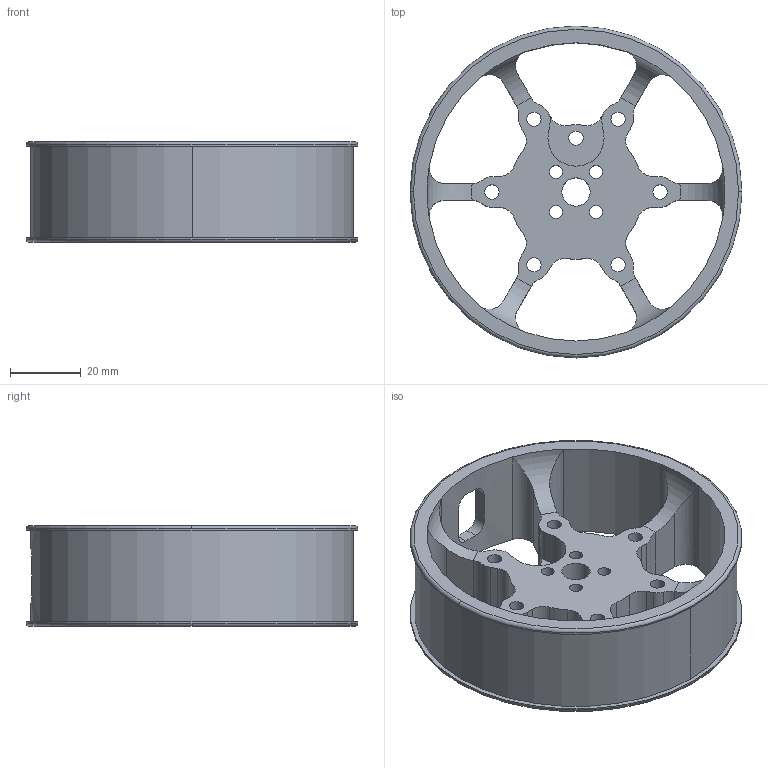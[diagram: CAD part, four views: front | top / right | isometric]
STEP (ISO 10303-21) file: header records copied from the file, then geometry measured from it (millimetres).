
FILE_DESCRIPTION (( 'STEP AP203' ), '1' );
FILE_NAME ('4IN Extrusion Performance Wheel Nub.STEP', '2017-11-09T00:14:47', ( '' ), ( '' ), 'SwSTEP 2.0', 'SolidWorks 2017', '' );
FILE_SCHEMA (( 'CONFIG_CONTROL_DESIGN' ));
Length unit declared in the file: inch
Products named in the file (1): 4IN Extrusion Performance Wheel Nub
Bounding box: 93.98 x 93.98 x 28.57 mm (x, y, z)
Volume: 58178.1 mm3; surface area: 29805.4 mm2
Topology: 1 solids, 1 shells, 156 faces, 458 edges, 300 vertices
Faces by surface type: cylinder 110, plane 36, torus 10
Entity records: 5853 total; most frequent: CARTESIAN_POINT 1409, DIRECTION 958, ORIENTED_EDGE 916, EDGE_CURVE 458, AXIS2_PLACEMENT_3D 379, VERTEX_POINT 300, CIRCLE 222, LINE 200
